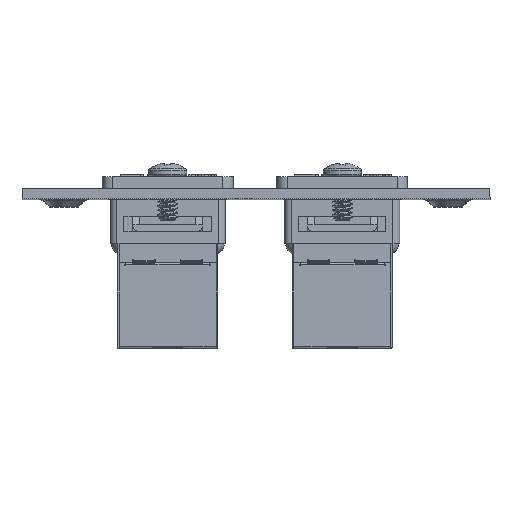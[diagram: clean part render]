
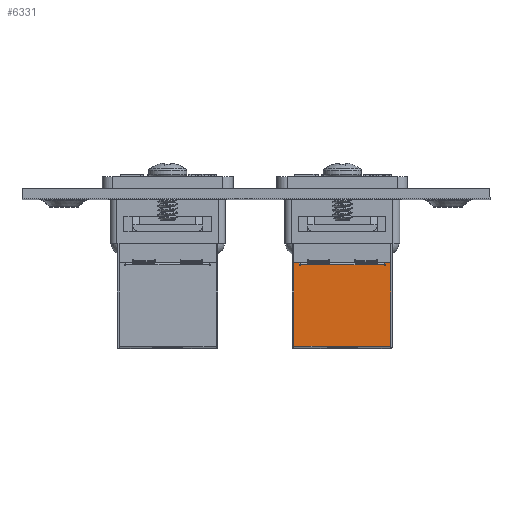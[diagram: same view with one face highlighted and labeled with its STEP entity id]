
A CAD part, top view. The second image highlights one B-rep face of the part: STEP entity #6331.
In plain terms, the highlighted face is planar.
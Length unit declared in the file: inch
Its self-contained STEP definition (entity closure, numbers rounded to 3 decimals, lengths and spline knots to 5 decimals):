
#98 = CARTESIAN_POINT ( 'NONE',  ( -0.31693, 0.27756, -0.48228 ) ) ;
#733 = DIRECTION ( 'NONE',  ( 0., -1., 0. ) ) ;
#775 = VECTOR ( 'NONE', #26289, 39.37008 ) ;
#869 = VERTEX_POINT ( 'NONE', #11951 ) ;
#1473 = AXIS2_PLACEMENT_3D ( 'NONE', #41249, #45320, #21101 ) ;
#1475 = VERTEX_POINT ( 'NONE', #37182 ) ;
#2389 = CARTESIAN_POINT ( 'NONE',  ( -0.31693, 0.24213, -0.47146 ) ) ;
#2734 = ORIENTED_EDGE ( 'NONE', *, *, #41063, .T. ) ;
#2914 = CARTESIAN_POINT ( 'NONE',  ( -0.31693, 0.24213, -0.47146 ) ) ;
#3884 = LINE ( 'NONE', #25377, #13382 ) ;
#3903 = DIRECTION ( 'NONE',  ( 0., 0., 1. ) ) ;
#4220 = ORIENTED_EDGE ( 'NONE', *, *, #15727, .F. ) ;
#4394 = VERTEX_POINT ( 'NONE', #13287 ) ;
#5163 = DIRECTION ( 'NONE',  ( 0., 0., -1. ) ) ;
#5711 = VERTEX_POINT ( 'NONE', #44158 ) ;
#5934 = LINE ( 'NONE', #28051, #46458 ) ;
#6018 = AXIS2_PLACEMENT_3D ( 'NONE', #37742, #13499, #41781 ) ;
#6154 = VERTEX_POINT ( 'NONE', #47993 ) ;
#6331 = ADVANCED_FACE ( 'NONE', ( #51794 ), #37033, .F. ) ;
#7189 = ORIENTED_EDGE ( 'NONE', *, *, #37841, .F. ) ;
#7465 = CARTESIAN_POINT ( 'NONE',  ( -0.31693, -0.27756, -0.48228 ) ) ;
#7802 = DIRECTION ( 'NONE',  ( 0., 0., 1. ) ) ;
#8265 = LINE ( 'NONE', #41068, #51333 ) ;
#8704 = ORIENTED_EDGE ( 'NONE', *, *, #23472, .F. ) ;
#9701 = ORIENTED_EDGE ( 'NONE', *, *, #49460, .F. ) ;
#9798 = ORIENTED_EDGE ( 'NONE', *, *, #19234, .T. ) ;
#10091 = CARTESIAN_POINT ( 'NONE',  ( -0.31693, -0.24213, -0.47146 ) ) ;
#10684 = CARTESIAN_POINT ( 'NONE',  ( -0.31693, -0.27756, -0.00315 ) ) ;
#11389 = CARTESIAN_POINT ( 'NONE',  ( -0.31693, 0.27756, -0.00315 ) ) ;
#11745 = CARTESIAN_POINT ( 'NONE',  ( -0.31693, 0.24459, -0.46654 ) ) ;
#11951 = CARTESIAN_POINT ( 'NONE',  ( -0.31693, 0.24213, -0.46654 ) ) ;
#12126 = VERTEX_POINT ( 'NONE', #40023 ) ;
#13134 = LINE ( 'NONE', #98, #52373 ) ;
#13287 = CARTESIAN_POINT ( 'NONE',  ( -0.31693, 0.24705, -0.48228 ) ) ;
#13382 = VECTOR ( 'NONE', #5163, 39.37008 ) ;
#13499 = DIRECTION ( 'NONE',  ( -1., 0., 0. ) ) ;
#14247 = VERTEX_POINT ( 'NONE', #23822 ) ;
#14260 = EDGE_CURVE ( 'NONE', #869, #50389, #52289, .T. ) ;
#14374 = ORIENTED_EDGE ( 'NONE', *, *, #16627, .T. ) ;
#14785 = LINE ( 'NONE', #23172, #35099 ) ;
#15066 = CARTESIAN_POINT ( 'NONE',  ( -0.31693, 0.24213, -0.47146 ) ) ;
#15418 = EDGE_CURVE ( 'NONE', #6154, #869, #26930, .T. ) ;
#15727 = EDGE_CURVE ( 'NONE', #12126, #43399, #5934, .T. ) ;
#15802 = DIRECTION ( 'NONE',  ( 0., 0., -1. ) ) ;
#16487 = LINE ( 'NONE', #20951, #46247 ) ;
#16570 = ORIENTED_EDGE ( 'NONE', *, *, #35606, .T. ) ;
#16627 = EDGE_CURVE ( 'NONE', #12126, #33188, #14785, .T. ) ;
#16835 = DIRECTION ( 'NONE',  ( 0., -1., 0. ) ) ;
#17297 = VERTEX_POINT ( 'NONE', #23613 ) ;
#17736 = DIRECTION ( 'NONE',  ( 0., -1., 0. ) ) ;
#17752 = ORIENTED_EDGE ( 'NONE', *, *, #25934, .F. ) ;
#18118 = CARTESIAN_POINT ( 'NONE',  ( -0.31693, 0.24213, -0.47146 ) ) ;
#18199 = LINE ( 'NONE', #24997, #38432 ) ;
#19046 = CARTESIAN_POINT ( 'NONE',  ( -0.31693, 0.19882, -0.47146 ) ) ;
#19151 = DIRECTION ( 'NONE',  ( 0., -1., 0. ) ) ;
#19234 = EDGE_CURVE ( 'NONE', #33188, #25521, #34171, .T. ) ;
#19385 = ORIENTED_EDGE ( 'NONE', *, *, #36824, .T. ) ;
#20171 = VERTEX_POINT ( 'NONE', #22454 ) ;
#20907 = DIRECTION ( 'NONE',  ( 0., 0., -1. ) ) ;
#20951 = CARTESIAN_POINT ( 'NONE',  ( -0.31693, 0.24213, -0.47146 ) ) ;
#21101 = DIRECTION ( 'NONE',  ( 0., 0., -1. ) ) ;
#21482 = CARTESIAN_POINT ( 'NONE',  ( -0.31693, 0.24213, -0.48228 ) ) ;
#21824 = CARTESIAN_POINT ( 'NONE',  ( -0.31693, 0.27756, -0.00315 ) ) ;
#22454 = CARTESIAN_POINT ( 'NONE',  ( -0.31693, 0.27756, -0.48228 ) ) ;
#23042 = VERTEX_POINT ( 'NONE', #30586 ) ;
#23172 = CARTESIAN_POINT ( 'NONE',  ( -0.31693, 0.27756, -0.48228 ) ) ;
#23472 = EDGE_CURVE ( 'NONE', #14247, #25521, #50973, .T. ) ;
#23613 = CARTESIAN_POINT ( 'NONE',  ( -0.31693, -0.24213, -0.46654 ) ) ;
#23822 = CARTESIAN_POINT ( 'NONE',  ( -0.31693, -0.08661, -0.00315 ) ) ;
#23985 = ORIENTED_EDGE ( 'NONE', *, *, #33448, .F. ) ;
#24764 = VECTOR ( 'NONE', #37221, 39.37008 ) ;
#24965 = VECTOR ( 'NONE', #30788, 39.37008 ) ;
#24997 = CARTESIAN_POINT ( 'NONE',  ( -0.31693, -0.24213, -0.48228 ) ) ;
#25377 = CARTESIAN_POINT ( 'NONE',  ( -0.31693, 0.24705, -0.48228 ) ) ;
#25521 = VERTEX_POINT ( 'NONE', #10684 ) ;
#25934 = EDGE_CURVE ( 'NONE', #43399, #17297, #30534, .T. ) ;
#26024 = VERTEX_POINT ( 'NONE', #10091 ) ;
#26263 = EDGE_CURVE ( 'NONE', #1475, #14247, #8265, .T. ) ;
#26289 = DIRECTION ( 'NONE',  ( 0., -1., 0. ) ) ;
#26912 = AXIS2_PLACEMENT_3D ( 'NONE', #11745, #40053, #15802 ) ;
#26930 = LINE ( 'NONE', #21482, #40165 ) ;
#27246 = DIRECTION ( 'NONE',  ( 0., -1., 0. ) ) ;
#27353 = EDGE_LOOP ( 'NONE', ( #23985, #34045, #42486, #37013, #45360, #2734, #27965, #16570, #40108, #17752, #4220, #14374, #9798, #8704, #48541, #7189, #9701, #19385 ) ) ;
#27965 = ORIENTED_EDGE ( 'NONE', *, *, #34990, .F. ) ;
#28051 = CARTESIAN_POINT ( 'NONE',  ( -0.31693, -0.24705, -0.48228 ) ) ;
#28830 = LINE ( 'NONE', #15066, #49003 ) ;
#28866 = DIRECTION ( 'NONE',  ( 0., 0., 1. ) ) ;
#28918 = VECTOR ( 'NONE', #31298, 39.37008 ) ;
#30534 = CIRCLE ( 'NONE', #6018, 0.00246 ) ;
#30586 = CARTESIAN_POINT ( 'NONE',  ( -0.31693, 0.07283, -0.47146 ) ) ;
#30788 = DIRECTION ( 'NONE',  ( 0., 1., 0. ) ) ;
#31298 = DIRECTION ( 'NONE',  ( 0., -1., 0. ) ) ;
#31817 = DIRECTION ( 'NONE',  ( 0., -1., 0. ) ) ;
#32274 = VERTEX_POINT ( 'NONE', #46364 ) ;
#33188 = VERTEX_POINT ( 'NONE', #35675 ) ;
#33199 = CARTESIAN_POINT ( 'NONE',  ( -0.31693, 0.27756, -0.48228 ) ) ;
#33448 = EDGE_CURVE ( 'NONE', #50389, #4394, #3884, .T. ) ;
#34045 = ORIENTED_EDGE ( 'NONE', *, *, #14260, .F. ) ;
#34158 = VECTOR ( 'NONE', #31817, 39.37008 ) ;
#34171 = LINE ( 'NONE', #7465, #43638 ) ;
#34990 = EDGE_CURVE ( 'NONE', #5711, #32274, #35732, .T. ) ;
#35099 = VECTOR ( 'NONE', #27246, 39.37008 ) ;
#35433 = LINE ( 'NONE', #11389, #34158 ) ;
#35606 = EDGE_CURVE ( 'NONE', #5711, #26024, #43874, .T. ) ;
#35675 = CARTESIAN_POINT ( 'NONE',  ( -0.31693, -0.27756, -0.48228 ) ) ;
#35732 = LINE ( 'NONE', #2389, #24965 ) ;
#36823 = EDGE_CURVE ( 'NONE', #6154, #40476, #16487, .T. ) ;
#36824 = EDGE_CURVE ( 'NONE', #20171, #4394, #47508, .T. ) ;
#37013 = ORIENTED_EDGE ( 'NONE', *, *, #36823, .T. ) ;
#37033 = PLANE ( 'NONE',  #1473 ) ;
#37182 = CARTESIAN_POINT ( 'NONE',  ( -0.31693, 0.08661, -0.00315 ) ) ;
#37221 = DIRECTION ( 'NONE',  ( 0., -1., 0. ) ) ;
#37684 = VECTOR ( 'NONE', #17736, 39.37008 ) ;
#37742 = CARTESIAN_POINT ( 'NONE',  ( -0.31693, -0.24459, -0.46654 ) ) ;
#37841 = EDGE_CURVE ( 'NONE', #51578, #1475, #35433, .T. ) ;
#38336 = LINE ( 'NONE', #2914, #28918 ) ;
#38432 = VECTOR ( 'NONE', #20907, 39.37008 ) ;
#40023 = CARTESIAN_POINT ( 'NONE',  ( -0.31693, -0.24705, -0.48228 ) ) ;
#40053 = DIRECTION ( 'NONE',  ( -1., 0., 0. ) ) ;
#40108 = ORIENTED_EDGE ( 'NONE', *, *, #50545, .F. ) ;
#40165 = VECTOR ( 'NONE', #45709, 39.37008 ) ;
#40476 = VERTEX_POINT ( 'NONE', #19046 ) ;
#41063 = EDGE_CURVE ( 'NONE', #23042, #32274, #28830, .T. ) ;
#41068 = CARTESIAN_POINT ( 'NONE',  ( -0.31693, 0.08661, -0.00315 ) ) ;
#41249 = CARTESIAN_POINT ( 'NONE',  ( -0.31693, 0.27756, -0.48228 ) ) ;
#41781 = DIRECTION ( 'NONE',  ( 0., 0., -1. ) ) ;
#42486 = ORIENTED_EDGE ( 'NONE', *, *, #15418, .F. ) ;
#42680 = CARTESIAN_POINT ( 'NONE',  ( -0.31693, -0.24705, -0.46654 ) ) ;
#43399 = VERTEX_POINT ( 'NONE', #42680 ) ;
#43638 = VECTOR ( 'NONE', #3903, 39.37008 ) ;
#43874 = LINE ( 'NONE', #18118, #775 ) ;
#44158 = CARTESIAN_POINT ( 'NONE',  ( -0.31693, -0.19882, -0.47146 ) ) ;
#45320 = DIRECTION ( 'NONE',  ( 1., 0., 0. ) ) ;
#45360 = ORIENTED_EDGE ( 'NONE', *, *, #51455, .T. ) ;
#45709 = DIRECTION ( 'NONE',  ( 0., 0., 1. ) ) ;
#46247 = VECTOR ( 'NONE', #733, 39.37008 ) ;
#46364 = CARTESIAN_POINT ( 'NONE',  ( -0.31693, -0.07283, -0.47146 ) ) ;
#46458 = VECTOR ( 'NONE', #7802, 39.37008 ) ;
#47508 = LINE ( 'NONE', #33199, #24764 ) ;
#47993 = CARTESIAN_POINT ( 'NONE',  ( -0.31693, 0.24213, -0.47146 ) ) ;
#48541 = ORIENTED_EDGE ( 'NONE', *, *, #26263, .F. ) ;
#49003 = VECTOR ( 'NONE', #19151, 39.37008 ) ;
#49460 = EDGE_CURVE ( 'NONE', #20171, #51578, #13134, .T. ) ;
#50389 = VERTEX_POINT ( 'NONE', #52218 ) ;
#50545 = EDGE_CURVE ( 'NONE', #17297, #26024, #18199, .T. ) ;
#50973 = LINE ( 'NONE', #21824, #37684 ) ;
#51333 = VECTOR ( 'NONE', #16835, 39.37008 ) ;
#51455 = EDGE_CURVE ( 'NONE', #40476, #23042, #38336, .T. ) ;
#51578 = VERTEX_POINT ( 'NONE', #52096 ) ;
#51794 = FACE_OUTER_BOUND ( 'NONE', #27353, .T. ) ;
#52096 = CARTESIAN_POINT ( 'NONE',  ( -0.31693, 0.27756, -0.00315 ) ) ;
#52218 = CARTESIAN_POINT ( 'NONE',  ( -0.31693, 0.24705, -0.46654 ) ) ;
#52289 = CIRCLE ( 'NONE', #26912, 0.00246 ) ;
#52373 = VECTOR ( 'NONE', #28866, 39.37008 ) ;
